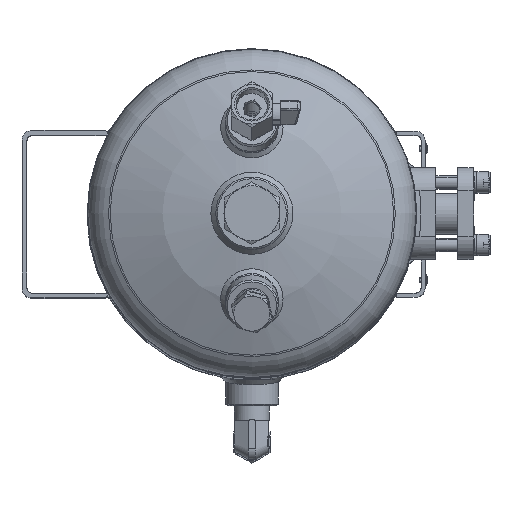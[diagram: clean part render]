
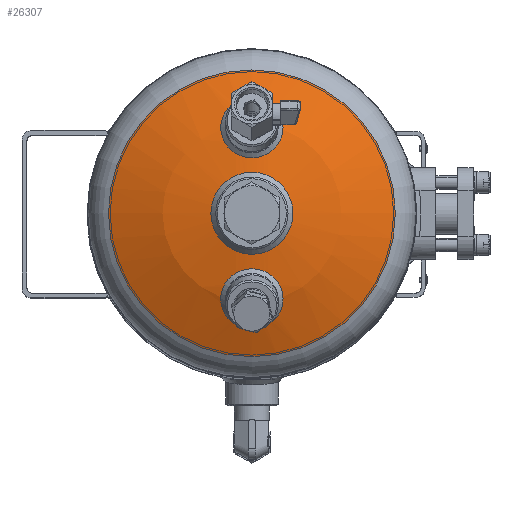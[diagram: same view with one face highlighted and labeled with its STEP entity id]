
A CAD part, top view. The second image highlights one B-rep face of the part: STEP entity #26307.
In plain terms, the highlighted spherical face has radius 202.3 mm.
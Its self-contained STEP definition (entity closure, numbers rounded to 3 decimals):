
#216=SPHERICAL_SURFACE('',#31481,202.3);
#6787=ORIENTED_EDGE('',*,*,#14303,.T.);
#6788=ORIENTED_EDGE('',*,*,#14307,.T.);
#6789=ORIENTED_EDGE('',*,*,#14308,.F.);
#6790=ORIENTED_EDGE('',*,*,#14309,.F.);
#14303=EDGE_CURVE('',#18124,#18124,#20841,.T.);
#14307=EDGE_CURVE('',#18128,#18128,#20845,.T.);
#14308=EDGE_CURVE('',#18129,#18129,#20846,.T.);
#14309=EDGE_CURVE('',#18130,#18130,#20847,.F.);
#18124=VERTEX_POINT('',#40091);
#18128=VERTEX_POINT('',#40101);
#18129=VERTEX_POINT('',#40103);
#18130=VERTEX_POINT('',#40105);
#20841=CIRCLE('',#31476,15.);
#20845=CIRCLE('',#31482,15.);
#20846=CIRCLE('',#31483,87.326);
#20847=CIRCLE('',#31484,20.);
#21629=EDGE_LOOP('',(#6787));
#21630=EDGE_LOOP('',(#6788));
#21631=EDGE_LOOP('',(#6789));
#21632=EDGE_LOOP('',(#6790));
#23810=FACE_BOUND('',#21629,.T.);
#23811=FACE_BOUND('',#21630,.T.);
#23812=FACE_BOUND('',#21631,.T.);
#23813=FACE_BOUND('',#21632,.T.);
#26307=ADVANCED_FACE('',(#23810,#23811,#23812,#23813),#216,.T.);
#31476=AXIS2_PLACEMENT_3D('',#40090,#33985,#33986);
#31481=AXIS2_PLACEMENT_3D('',#40099,#33995,#33996);
#31482=AXIS2_PLACEMENT_3D('',#40100,#33997,#33998);
#31483=AXIS2_PLACEMENT_3D('',#40102,#33999,#34000);
#31484=AXIS2_PLACEMENT_3D('',#40104,#34001,#34002);
#33985=DIRECTION('',(0.259,0.,-0.966));
#33986=DIRECTION('',(0.966,0.,0.259));
#33995=DIRECTION('',(0.,0.,-1.));
#33996=DIRECTION('',(1.,0.,0.));
#33997=DIRECTION('',(-0.259,0.,-0.966));
#33998=DIRECTION('',(-0.966,0.,0.259));
#33999=DIRECTION('',(0.,0.,-1.));
#34000=DIRECTION('',(-1.,0.,0.));
#34001=DIRECTION('',(0.,0.,-1.));
#34002=DIRECTION('',(-1.,0.,0.));
#40090=CARTESIAN_POINT('',(-52.215,0.,46.028));
#40091=CARTESIAN_POINT('',(-37.726,0.,49.911));
#40099=CARTESIAN_POINT('',(0.,0.,-148.841));
#40100=CARTESIAN_POINT('',(52.215,0.,46.028));
#40101=CARTESIAN_POINT('',(37.726,0.,49.911));
#40102=CARTESIAN_POINT('',(0.,0.,33.641));
#40103=CARTESIAN_POINT('',(-87.326,0.,33.641));
#40104=CARTESIAN_POINT('',(0.,0.,52.468));
#40105=CARTESIAN_POINT('',(-20.,0.,52.468));
